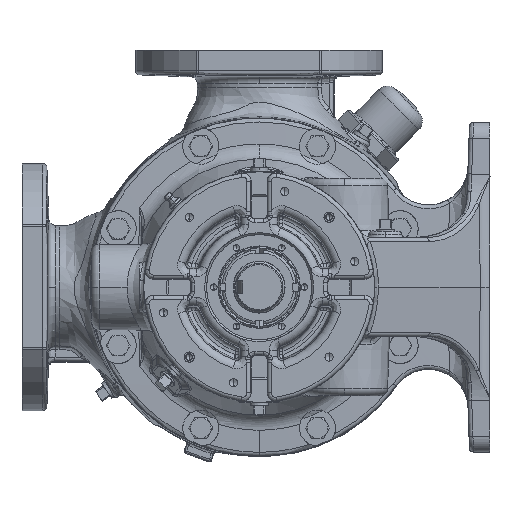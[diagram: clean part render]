
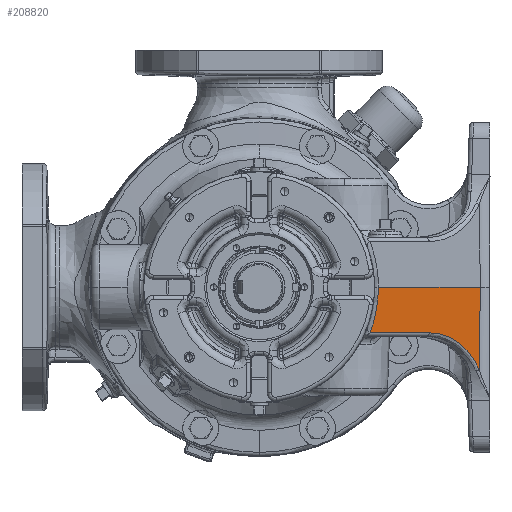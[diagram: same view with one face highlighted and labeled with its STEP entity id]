
A CAD part, left-side view. The second image highlights one B-rep face of the part: STEP entity #208820.
In plain terms, the highlighted planar face has unit normal (-0.642, -0.766, -0.035).
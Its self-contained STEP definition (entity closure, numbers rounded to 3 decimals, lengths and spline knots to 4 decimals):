
#791 = EDGE_CURVE ( 'NONE', #96061, #95578, #206354, .T. ) ;
#1357 = DIRECTION ( 'NONE',  ( 0.766, -0.643, 0. ) ) ;
#5884 = LINE ( 'NONE', #113041, #153670 ) ;
#6146 = VECTOR ( 'NONE', #93805, 39.3701 ) ;
#12105 = DIRECTION ( 'NONE',  ( -0.035, -0.016, 0.999 ) ) ;
#20092 = AXIS2_PLACEMENT_3D ( 'NONE', #197186, #35047, #1357 ) ;
#23440 = DIRECTION ( 'NONE',  ( 0.766, -0.643, 0. ) ) ;
#29590 = CARTESIAN_POINT ( 'NONE',  ( -9.894, -3.3636, -1.3842 ) ) ;
#31323 = CARTESIAN_POINT ( 'NONE',  ( -6.2759, -6.3809, -1.7931 ) ) ;
#32042 = ORIENTED_EDGE ( 'NONE', *, *, #128961, .T. ) ;
#35047 = DIRECTION ( 'NONE',  ( -0.642, -0.766, -0.035 ) ) ;
#48628 = LINE ( 'NONE', #128315, #61107 ) ;
#48828 = ORIENTED_EDGE ( 'NONE', *, *, #791, .T. ) ;
#50820 = CARTESIAN_POINT ( 'NONE',  ( -9.6437, -3.6151, -0.474 ) ) ;
#54794 = CARTESIAN_POINT ( 'NONE',  ( -5.896, -6.6677, -2.4956 ) ) ;
#57220 = EDGE_CURVE ( 'NONE', #96061, #174357, #48628, .T. ) ;
#61107 = VECTOR ( 'NONE', #23440, 39.3701 ) ;
#63622 = ORIENTED_EDGE ( 'NONE', *, *, #119442, .T. ) ;
#70260 = EDGE_LOOP ( 'NONE', ( #183090, #48828, #32042, #217886, #63622 ) ) ;
#73868 = LINE ( 'NONE', #176235, #6146 ) ;
#93805 = DIRECTION ( 'NONE',  ( 0.766, -0.643, 0. ) ) ;
#95578 = VERTEX_POINT ( 'NONE', #202838 ) ;
#96061 = VERTEX_POINT ( 'NONE', #254209 ) ;
#103725 = VERTEX_POINT ( 'NONE', #54794 ) ;
#112197 = CARTESIAN_POINT ( 'NONE',  ( -5.9831, -6.7083, 0. ) ) ;
#112339 = CARTESIAN_POINT ( 'NONE',  ( -6.962, -5.8238, -1.3842 ) ) ;
#113041 = CARTESIAN_POINT ( 'NONE',  ( -5.983, -6.7083, -0.0038 ) ) ;
#119442 = EDGE_CURVE ( 'NONE', #103725, #174357, #5884, .T. ) ;
#128315 = CARTESIAN_POINT ( 'NONE',  ( -5.3907, -7.2054, 0. ) ) ;
#128961 = EDGE_CURVE ( 'NONE', #95578, #224598, #73868, .T. ) ;
#144744 = EDGE_CURVE ( 'NONE', #224598, #103725, #256412, .T. ) ;
#153670 = VECTOR ( 'NONE', #12105, 39.3701 ) ;
#174204 = CARTESIAN_POINT ( 'NONE',  ( -7.7607, -5.1537, -1.3842 ) ) ;
#174357 = VERTEX_POINT ( 'NONE', #112197 ) ;
#176235 = CARTESIAN_POINT ( 'NONE',  ( -5.3596, -7.1684, -1.3842 ) ) ;
#183090 = ORIENTED_EDGE ( 'NONE', *, *, #57220, .F. ) ;
#190441 = CARTESIAN_POINT ( 'NONE',  ( -9.667, -3.6172, 0. ) ) ;
#193478 = CARTESIAN_POINT ( 'NONE',  ( -7.7607, -5.1537, -1.3842 ) ) ;
#197186 = CARTESIAN_POINT ( 'NONE',  ( -5.3907, -7.2054, 0. ) ) ;
#202838 = CARTESIAN_POINT ( 'NONE',  ( -9.894, -3.3636, -1.3842 ) ) ;
#206354 =( BOUNDED_CURVE ( )  B_SPLINE_CURVE ( 3, ( #190441, #50820, #251549, #29590 ),
 .UNSPECIFIED., .F., .F. ) 
 B_SPLINE_CURVE_WITH_KNOTS ( ( 4, 4 ),
 ( 3.1004, 3.454 ),
 .UNSPECIFIED. ) 
 CURVE ( )  GEOMETRIC_REPRESENTATION_ITEM ( )  RATIONAL_B_SPLINE_CURVE ( ( 1., 0.99, 0.99, 1. ) ) 
 REPRESENTATION_ITEM ( '' )  );
#208820 = ADVANCED_FACE ( 'Defeatured_0_4492', ( #218436 ), #258326, .T. ) ;
#217886 = ORIENTED_EDGE ( 'NONE', *, *, #144744, .T. ) ;
#218436 = FACE_OUTER_BOUND ( 'NONE', #70260, .T. ) ;
#224598 = VERTEX_POINT ( 'NONE', #174204 ) ;
#235964 = CARTESIAN_POINT ( 'NONE',  ( -5.896, -6.6677, -2.4956 ) ) ;
#251549 = CARTESIAN_POINT ( 'NONE',  ( -9.7202, -3.5297, -0.9402 ) ) ;
#254209 = CARTESIAN_POINT ( 'NONE',  ( -9.667, -3.6172, 0. ) ) ;
#256412 =( BOUNDED_CURVE ( )  B_SPLINE_CURVE ( 3, ( #193478, #112339, #31323, #235964 ),
 .UNSPECIFIED., .F., .F. ) 
 B_SPLINE_CURVE_WITH_KNOTS ( ( 4, 4 ),
 ( 1.6251, 2.7001 ),
 .UNSPECIFIED. ) 
 CURVE ( )  GEOMETRIC_REPRESENTATION_ITEM ( )  RATIONAL_B_SPLINE_CURVE ( ( 1., 0.906, 0.906, 1. ) ) 
 REPRESENTATION_ITEM ( '' )  );
#258326 = PLANE ( 'NONE',  #20092 ) ;
